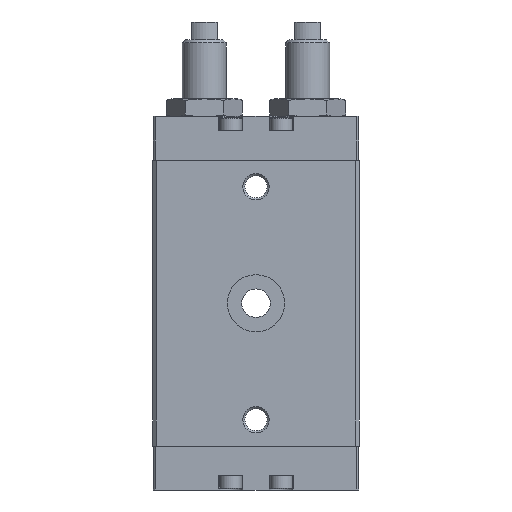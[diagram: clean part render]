
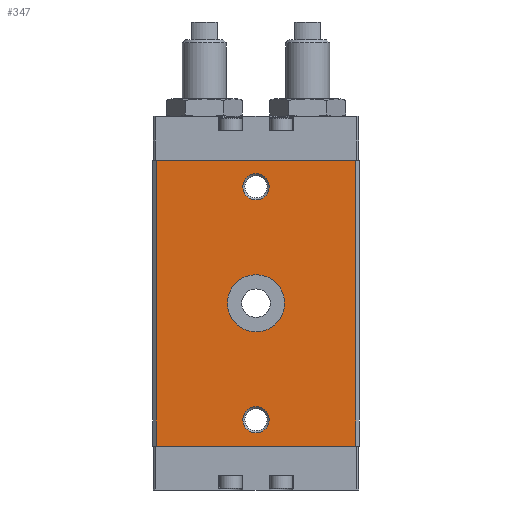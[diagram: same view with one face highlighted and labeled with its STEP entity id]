
A CAD part, front view. The second image highlights one B-rep face of the part: STEP entity #347.
In plain terms, the highlighted planar face has unit normal (0, -1, 0).
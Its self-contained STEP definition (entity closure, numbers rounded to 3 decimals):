
#347 = ADVANCED_FACE( '', ( #897, #898, #899, #900 ), #901, .F. );
#897 = FACE_BOUND( '', #1776, .T. );
#898 = FACE_BOUND( '', #1777, .T. );
#899 = FACE_BOUND( '', #1778, .T. );
#900 = FACE_OUTER_BOUND( '', #1779, .T. );
#901 = PLANE( '', #1780 );
#1776 = EDGE_LOOP( '', ( #3361 ) );
#1777 = EDGE_LOOP( '', ( #3362 ) );
#1778 = EDGE_LOOP( '', ( #3363 ) );
#1779 = EDGE_LOOP( '', ( #3364, #3365, #3366, #3367 ) );
#1780 = AXIS2_PLACEMENT_3D( '', #3368, #3369, #3370 );
#3361 = ORIENTED_EDGE( '', *, *, #5670, .F. );
#3362 = ORIENTED_EDGE( '', *, *, #5548, .F. );
#3363 = ORIENTED_EDGE( '', *, *, #5555, .F. );
#3364 = ORIENTED_EDGE( '', *, *, #5671, .T. );
#3365 = ORIENTED_EDGE( '', *, *, #5669, .F. );
#3366 = ORIENTED_EDGE( '', *, *, #5672, .F. );
#3367 = ORIENTED_EDGE( '', *, *, #5673, .T. );
#3368 = CARTESIAN_POINT( '', ( -45.5, 0., 65. ) );
#3369 = DIRECTION( '', ( 0., 1., 0. ) );
#3370 = DIRECTION( '', ( 0., 0., 1. ) );
#5548 = EDGE_CURVE( '', #6630, #6630, #6631, .T. );
#5555 = EDGE_CURVE( '', #6644, #6644, #6645, .T. );
#5669 = EDGE_CURVE( '', #6830, #6824, #6832, .T. );
#5670 = EDGE_CURVE( '', #6833, #6833, #6834, .T. );
#5671 = EDGE_CURVE( '', #6835, #6824, #6836, .T. );
#5672 = EDGE_CURVE( '', #6837, #6830, #6838, .T. );
#5673 = EDGE_CURVE( '', #6837, #6835, #6839, .T. );
#6630 = VERTEX_POINT( '', #8367 );
#6631 = CIRCLE( '', #8368, 6. );
#6644 = VERTEX_POINT( '', #8381 );
#6645 = CIRCLE( '', #8382, 6. );
#6824 = VERTEX_POINT( '', #8649 );
#6830 = VERTEX_POINT( '', #8660 );
#6832 = LINE( '', #8663, #8664 );
#6833 = VERTEX_POINT( '', #8665 );
#6834 = CIRCLE( '', #8666, 13. );
#6835 = VERTEX_POINT( '', #8667 );
#6836 = LINE( '', #8668, #8669 );
#6837 = VERTEX_POINT( '', #8670 );
#6838 = LINE( '', #8671, #8672 );
#6839 = LINE( '', #8673, #8674 );
#8367 = CARTESIAN_POINT( '', ( 0., 0., 47. ) );
#8368 = AXIS2_PLACEMENT_3D( '', #10193, #10194, #10195 );
#8381 = CARTESIAN_POINT( '', ( 0., 0., -59. ) );
#8382 = AXIS2_PLACEMENT_3D( '', #10214, #10215, #10216 );
#8649 = CARTESIAN_POINT( '', ( 45.5, 0., -65. ) );
#8660 = CARTESIAN_POINT( '', ( 45.5, 0., 65. ) );
#8663 = CARTESIAN_POINT( '', ( 45.5, 0., 65. ) );
#8664 = VECTOR( '', #10368, 1000. );
#8665 = CARTESIAN_POINT( '', ( 0., 0., -13. ) );
#8666 = AXIS2_PLACEMENT_3D( '', #10369, #10370, #10371 );
#8667 = CARTESIAN_POINT( '', ( -45.5, 0., -65. ) );
#8668 = CARTESIAN_POINT( '', ( -45.5, 0., -65. ) );
#8669 = VECTOR( '', #10372, 1000. );
#8670 = CARTESIAN_POINT( '', ( -45.5, 0., 65. ) );
#8671 = CARTESIAN_POINT( '', ( -45.5, 0., 65. ) );
#8672 = VECTOR( '', #10373, 1000. );
#8673 = CARTESIAN_POINT( '', ( -45.5, 0., 65. ) );
#8674 = VECTOR( '', #10374, 1000. );
#10193 = CARTESIAN_POINT( '', ( 0., 0., 53. ) );
#10194 = DIRECTION( '', ( 0., -1., 0. ) );
#10195 = DIRECTION( '', ( 0., 0., -1. ) );
#10214 = CARTESIAN_POINT( '', ( 0., 0., -53. ) );
#10215 = DIRECTION( '', ( 0., -1., 0. ) );
#10216 = DIRECTION( '', ( 0., 0., -1. ) );
#10368 = DIRECTION( '', ( 0., 0., -1. ) );
#10369 = CARTESIAN_POINT( '', ( 0., 0., 0. ) );
#10370 = DIRECTION( '', ( 0., -1., 0. ) );
#10371 = DIRECTION( '', ( 0., 0., -1. ) );
#10372 = DIRECTION( '', ( 1., 0., 0. ) );
#10373 = DIRECTION( '', ( 1., 0., 0. ) );
#10374 = DIRECTION( '', ( 0., 0., -1. ) );
